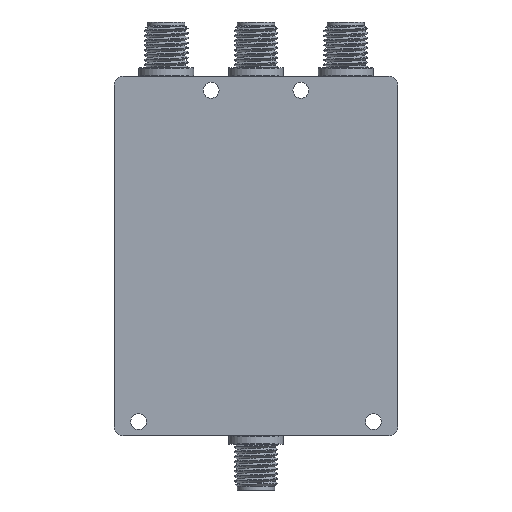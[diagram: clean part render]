
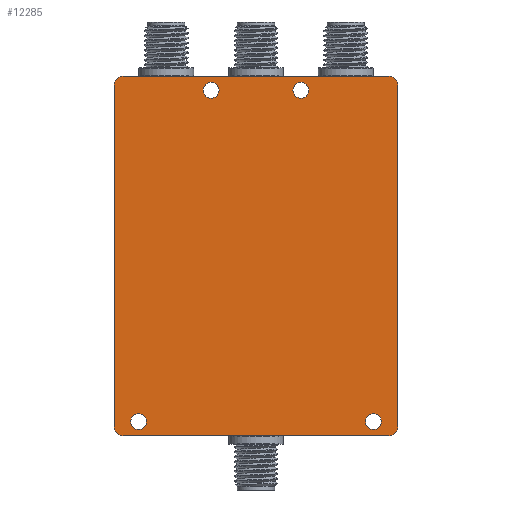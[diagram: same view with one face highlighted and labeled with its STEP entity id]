
A CAD part, front view. The second image highlights one B-rep face of the part: STEP entity #12285.
In plain terms, the highlighted planar face has unit normal (0, -1, 0).
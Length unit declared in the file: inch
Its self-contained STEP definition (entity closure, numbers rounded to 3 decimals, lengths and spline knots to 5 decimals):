
#107 = CIRCLE ( 'NONE', #13676, 0.05 ) ;
#557 = DIRECTION ( 'NONE',  ( 0., 0., 1. ) ) ;
#616 = EDGE_CURVE ( 'NONE', #11307, #11307, #20745, .T. ) ;
#792 = ORIENTED_EDGE ( 'NONE', *, *, #20198, .F. ) ;
#802 = DIRECTION ( 'NONE',  ( 0., 1., 0. ) ) ;
#857 = VECTOR ( 'NONE', #5302, 39.37008 ) ;
#1131 = VERTEX_POINT ( 'NONE', #3773 ) ;
#1183 = EDGE_CURVE ( 'NONE', #1131, #16755, #18859, .T. ) ;
#1376 = ORIENTED_EDGE ( 'NONE', *, *, #1820, .T. ) ;
#1448 = DIRECTION ( 'NONE',  ( 0., 0., 1. ) ) ;
#1820 = EDGE_CURVE ( 'NONE', #19089, #17741, #13979, .T. ) ;
#2234 = EDGE_CURVE ( 'NONE', #22168, #22168, #7558, .T. ) ;
#2368 = DIRECTION ( 'NONE',  ( 0., 0., -1. ) ) ;
#2421 = DIRECTION ( 'NONE',  ( 0., 0., 1. ) ) ;
#2535 = CIRCLE ( 'NONE', #5556, 0.04528 ) ;
#2581 = AXIS2_PLACEMENT_3D ( 'NONE', #19331, #3159, #5159 ) ;
#2714 = CARTESIAN_POINT ( 'NONE',  ( -0.75709, -0.19685, -1.02362 ) ) ;
#2967 = CIRCLE ( 'NONE', #2581, 0.05 ) ;
#3159 = DIRECTION ( 'NONE',  ( 0., -1., 0. ) ) ;
#3210 = EDGE_CURVE ( 'NONE', #16994, #16994, #21940, .T. ) ;
#3285 = ORIENTED_EDGE ( 'NONE', *, *, #7389, .F. ) ;
#3298 = CARTESIAN_POINT ( 'NONE',  ( -0.80709, -0.19685, -1.02362 ) ) ;
#3649 = ORIENTED_EDGE ( 'NONE', *, *, #21306, .T. ) ;
#3773 = CARTESIAN_POINT ( 'NONE',  ( 0.80709, -0.19685, 0.97362 ) ) ;
#3992 = VERTEX_POINT ( 'NONE', #19933 ) ;
#4051 = VERTEX_POINT ( 'NONE', #7723 ) ;
#4774 = FACE_OUTER_BOUND ( 'NONE', #19825, .T. ) ;
#4783 = VECTOR ( 'NONE', #2421, 39.37008 ) ;
#5159 = DIRECTION ( 'NONE',  ( 0., 0., -1. ) ) ;
#5302 = DIRECTION ( 'NONE',  ( -1., 0., 0. ) ) ;
#5310 = AXIS2_PLACEMENT_3D ( 'NONE', #7469, #21984, #21748 ) ;
#5556 = AXIS2_PLACEMENT_3D ( 'NONE', #16208, #20312, #14546 ) ;
#5733 = AXIS2_PLACEMENT_3D ( 'NONE', #12294, #10410, #1448 ) ;
#5978 = ORIENTED_EDGE ( 'NONE', *, *, #18335, .F. ) ;
#6004 = CARTESIAN_POINT ( 'NONE',  ( -0.66929, -0.19685, -0.89961 ) ) ;
#6426 = FACE_BOUND ( 'NONE', #20994, .T. ) ;
#6785 = FACE_BOUND ( 'NONE', #15711, .T. ) ;
#6797 = AXIS2_PLACEMENT_3D ( 'NONE', #12935, #14729, #557 ) ;
#7326 = DIRECTION ( 'NONE',  ( 0., -1., 0. ) ) ;
#7389 = EDGE_CURVE ( 'NONE', #3992, #16755, #14103, .T. ) ;
#7469 = CARTESIAN_POINT ( 'NONE',  ( 0.75709, -0.19685, -0.97362 ) ) ;
#7558 = CIRCLE ( 'NONE', #12463, 0.04528 ) ;
#7661 = ORIENTED_EDGE ( 'NONE', *, *, #9220, .T. ) ;
#7723 = CARTESIAN_POINT ( 'NONE',  ( 0.25591, -0.19685, 0.99016 ) ) ;
#7832 = ORIENTED_EDGE ( 'NONE', *, *, #3210, .T. ) ;
#7920 = DIRECTION ( 'NONE',  ( 0., -1., 0. ) ) ;
#9220 = EDGE_CURVE ( 'NONE', #17252, #19962, #2967, .T. ) ;
#9291 = CARTESIAN_POINT ( 'NONE',  ( 0.75709, -0.19685, 1.02362 ) ) ;
#9939 = EDGE_LOOP ( 'NONE', ( #10993 ) ) ;
#10007 = CARTESIAN_POINT ( 'NONE',  ( -0.25591, -0.19685, 0.99016 ) ) ;
#10313 = CARTESIAN_POINT ( 'NONE',  ( 0.80709, -0.19685, -0.97362 ) ) ;
#10410 = DIRECTION ( 'NONE',  ( 0., 1., 0. ) ) ;
#10900 = CARTESIAN_POINT ( 'NONE',  ( -0.80709, -0.19685, 0.97362 ) ) ;
#10993 = ORIENTED_EDGE ( 'NONE', *, *, #23134, .T. ) ;
#11218 = CARTESIAN_POINT ( 'NONE',  ( -0.75709, -0.19685, 0.97362 ) ) ;
#11307 = VERTEX_POINT ( 'NONE', #10007 ) ;
#11733 = FACE_BOUND ( 'NONE', #18398, .T. ) ;
#11955 = EDGE_CURVE ( 'NONE', #19089, #19962, #19813, .T. ) ;
#11993 = VECTOR ( 'NONE', #13986, 39.37008 ) ;
#12200 = PLANE ( 'NONE',  #21589 ) ;
#12285 = ADVANCED_FACE ( 'NONE', ( #17185, #6426, #11733, #6785, #4774 ), #12200, .T. ) ;
#12294 = CARTESIAN_POINT ( 'NONE',  ( 0.66929, -0.19685, -0.94488 ) ) ;
#12463 = AXIS2_PLACEMENT_3D ( 'NONE', #20154, #802, #21493 ) ;
#12735 = CARTESIAN_POINT ( 'NONE',  ( 0.75709, -0.19685, 0.97362 ) ) ;
#12935 = CARTESIAN_POINT ( 'NONE',  ( -0.25591, -0.19685, 0.94488 ) ) ;
#13081 = VECTOR ( 'NONE', #13142, 39.37008 ) ;
#13142 = DIRECTION ( 'NONE',  ( 0., 0., -1. ) ) ;
#13545 = ORIENTED_EDGE ( 'NONE', *, *, #1183, .T. ) ;
#13676 = AXIS2_PLACEMENT_3D ( 'NONE', #11218, #7920, #2368 ) ;
#13979 = CIRCLE ( 'NONE', #5310, 0.05 ) ;
#13986 = DIRECTION ( 'NONE',  ( 1., 0., 0. ) ) ;
#14103 = LINE ( 'NONE', #19526, #11993 ) ;
#14527 = DIRECTION ( 'NONE',  ( 0., 0., -1. ) ) ;
#14546 = DIRECTION ( 'NONE',  ( 0., 0., 1. ) ) ;
#14729 = DIRECTION ( 'NONE',  ( 0., 1., 0. ) ) ;
#15257 = CARTESIAN_POINT ( 'NONE',  ( 0.75709, -0.19685, -1.02362 ) ) ;
#15711 = EDGE_LOOP ( 'NONE', ( #22487 ) ) ;
#16208 = CARTESIAN_POINT ( 'NONE',  ( 0.25591, -0.19685, 0.94488 ) ) ;
#16755 = VERTEX_POINT ( 'NONE', #9291 ) ;
#16994 = VERTEX_POINT ( 'NONE', #20522 ) ;
#17185 = FACE_BOUND ( 'NONE', #9939, .T. ) ;
#17252 = VERTEX_POINT ( 'NONE', #23279 ) ;
#17296 = DIRECTION ( 'NONE',  ( 0., 0., -1. ) ) ;
#17741 = VERTEX_POINT ( 'NONE', #10313 ) ;
#18335 = EDGE_CURVE ( 'NONE', #1131, #17741, #22119, .T. ) ;
#18398 = EDGE_LOOP ( 'NONE', ( #7832 ) ) ;
#18706 = CARTESIAN_POINT ( 'NONE',  ( 0.80709, -0.19685, 1.02362 ) ) ;
#18859 = CIRCLE ( 'NONE', #21865, 0.05 ) ;
#18946 = DIRECTION ( 'NONE',  ( 0., -1., 0. ) ) ;
#19057 = CARTESIAN_POINT ( 'NONE',  ( 0., -0.19685, 0. ) ) ;
#19089 = VERTEX_POINT ( 'NONE', #15257 ) ;
#19331 = CARTESIAN_POINT ( 'NONE',  ( -0.75709, -0.19685, -0.97362 ) ) ;
#19526 = CARTESIAN_POINT ( 'NONE',  ( -0.80709, -0.19685, 1.02362 ) ) ;
#19813 = LINE ( 'NONE', #3298, #857 ) ;
#19825 = EDGE_LOOP ( 'NONE', ( #5978, #13545, #3285, #3649, #792, #7661, #23212, #1376 ) ) ;
#19933 = CARTESIAN_POINT ( 'NONE',  ( -0.75709, -0.19685, 1.02362 ) ) ;
#19962 = VERTEX_POINT ( 'NONE', #2714 ) ;
#20154 = CARTESIAN_POINT ( 'NONE',  ( -0.66929, -0.19685, -0.94488 ) ) ;
#20198 = EDGE_CURVE ( 'NONE', #17252, #20363, #22249, .T. ) ;
#20312 = DIRECTION ( 'NONE',  ( 0., 1., 0. ) ) ;
#20363 = VERTEX_POINT ( 'NONE', #10900 ) ;
#20522 = CARTESIAN_POINT ( 'NONE',  ( 0.66929, -0.19685, -0.89961 ) ) ;
#20745 = CIRCLE ( 'NONE', #6797, 0.04528 ) ;
#20994 = EDGE_LOOP ( 'NONE', ( #21460 ) ) ;
#21306 = EDGE_CURVE ( 'NONE', #3992, #20363, #107, .T. ) ;
#21460 = ORIENTED_EDGE ( 'NONE', *, *, #616, .T. ) ;
#21493 = DIRECTION ( 'NONE',  ( 0., 0., 1. ) ) ;
#21589 = AXIS2_PLACEMENT_3D ( 'NONE', #19057, #18946, #17296 ) ;
#21748 = DIRECTION ( 'NONE',  ( 0., 0., -1. ) ) ;
#21865 = AXIS2_PLACEMENT_3D ( 'NONE', #12735, #7326, #14527 ) ;
#21940 = CIRCLE ( 'NONE', #5733, 0.04528 ) ;
#21984 = DIRECTION ( 'NONE',  ( 0., -1., 0. ) ) ;
#22119 = LINE ( 'NONE', #18706, #13081 ) ;
#22168 = VERTEX_POINT ( 'NONE', #6004 ) ;
#22249 = LINE ( 'NONE', #22369, #4783 ) ;
#22369 = CARTESIAN_POINT ( 'NONE',  ( -0.80709, -0.19685, 1.02362 ) ) ;
#22487 = ORIENTED_EDGE ( 'NONE', *, *, #2234, .T. ) ;
#23134 = EDGE_CURVE ( 'NONE', #4051, #4051, #2535, .T. ) ;
#23212 = ORIENTED_EDGE ( 'NONE', *, *, #11955, .F. ) ;
#23279 = CARTESIAN_POINT ( 'NONE',  ( -0.80709, -0.19685, -0.97362 ) ) ;
